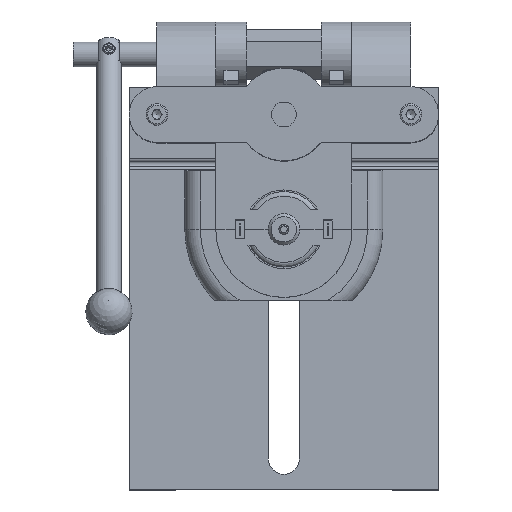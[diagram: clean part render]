
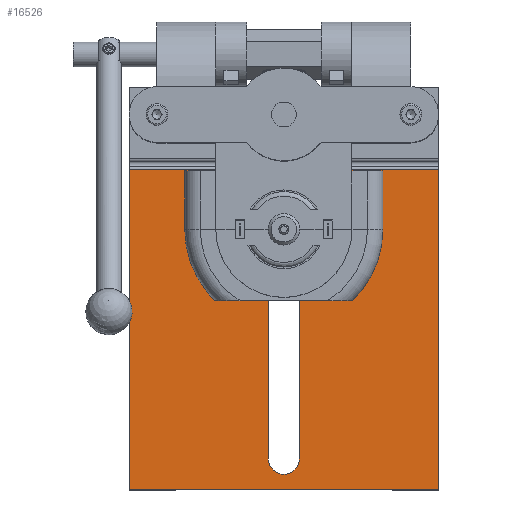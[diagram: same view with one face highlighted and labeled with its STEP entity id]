
A CAD part, top view. The second image highlights one B-rep face of the part: STEP entity #16526.
In plain terms, the highlighted planar face has unit normal (0, 0, 1).
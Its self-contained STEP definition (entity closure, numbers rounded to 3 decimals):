
#785=LINE('',#22534,#1813);
#786=LINE('',#22538,#1814);
#787=LINE('',#22539,#1815);
#788=LINE('',#22542,#1816);
#789=LINE('',#22544,#1817);
#790=LINE('',#22546,#1818);
#1813=VECTOR('',#18807,1000.);
#1814=VECTOR('',#18810,1000.);
#1815=VECTOR('',#18811,1000.);
#1816=VECTOR('',#18812,1000.);
#1817=VECTOR('',#18813,1000.);
#1818=VECTOR('',#18814,1000.);
#2841=ORIENTED_EDGE('',*,*,#6461,.T.);
#2842=ORIENTED_EDGE('',*,*,#6462,.F.);
#2843=ORIENTED_EDGE('',*,*,#6463,.T.);
#2844=ORIENTED_EDGE('',*,*,#6464,.T.);
#2845=ORIENTED_EDGE('',*,*,#6465,.F.);
#2846=ORIENTED_EDGE('',*,*,#6466,.T.);
#2847=ORIENTED_EDGE('',*,*,#6467,.F.);
#2848=ORIENTED_EDGE('',*,*,#6468,.F.);
#6461=EDGE_CURVE('',#8271,#8272,#9550,.T.);
#6462=EDGE_CURVE('',#8273,#8272,#785,.T.);
#6463=EDGE_CURVE('',#8273,#8274,#9551,.T.);
#6464=EDGE_CURVE('',#8274,#8271,#786,.T.);
#6465=EDGE_CURVE('',#8275,#8276,#787,.T.);
#6466=EDGE_CURVE('',#8275,#8277,#788,.F.);
#6467=EDGE_CURVE('',#8278,#8277,#789,.T.);
#6468=EDGE_CURVE('',#8276,#8278,#790,.T.);
#8271=VERTEX_POINT('',#22532);
#8272=VERTEX_POINT('',#22533);
#8273=VERTEX_POINT('',#22535);
#8274=VERTEX_POINT('',#22537);
#8275=VERTEX_POINT('',#22540);
#8276=VERTEX_POINT('',#22541);
#8277=VERTEX_POINT('',#22543);
#8278=VERTEX_POINT('',#22545);
#9550=CIRCLE('',#17453,5.);
#9551=CIRCLE('',#17454,5.);
#10055=EDGE_LOOP('',(#2841,#2842,#2843,#2844));
#10056=EDGE_LOOP('',(#2845,#2846,#2847,#2848));
#11187=FACE_BOUND('',#10055,.T.);
#11188=FACE_BOUND('',#10056,.T.);
#12330=PLANE('',#17452);
#16526=ADVANCED_FACE('',(#11187,#11188),#12330,.F.);
#17452=AXIS2_PLACEMENT_3D('',#22530,#18803,#18804);
#17453=AXIS2_PLACEMENT_3D('',#22531,#18805,#18806);
#17454=AXIS2_PLACEMENT_3D('',#22536,#18808,#18809);
#18803=DIRECTION('',(0.,0.,-1.));
#18804=DIRECTION('',(-1.,0.,0.));
#18805=DIRECTION('',(0.,0.,-1.));
#18806=DIRECTION('',(1.,0.,0.));
#18807=DIRECTION('',(0.,-1.,0.));
#18808=DIRECTION('',(0.,0.,-1.));
#18809=DIRECTION('',(-1.,0.,0.));
#18810=DIRECTION('',(0.,-1.,0.));
#18811=DIRECTION('',(0.,-1.,0.));
#18812=DIRECTION('',(1.,0.,0.));
#18813=DIRECTION('',(0.,1.,0.));
#18814=DIRECTION('',(-1.,0.,0.));
#22530=CARTESIAN_POINT('',(0.,0.,20.));
#22531=CARTESIAN_POINT('',(0.,-55.,20.));
#22532=CARTESIAN_POINT('',(5.,-55.,20.));
#22533=CARTESIAN_POINT('',(-5.,-55.,20.));
#22534=CARTESIAN_POINT('',(-5.,27.5,20.));
#22535=CARTESIAN_POINT('',(-5.,27.5,20.));
#22536=CARTESIAN_POINT('',(0.,27.5,20.));
#22537=CARTESIAN_POINT('',(5.,27.5,20.));
#22538=CARTESIAN_POINT('',(5.,27.5,20.));
#22539=CARTESIAN_POINT('',(50.,65.,20.));
#22540=CARTESIAN_POINT('',(50.,38.518,20.));
#22541=CARTESIAN_POINT('',(50.,-65.,20.));
#22542=CARTESIAN_POINT('',(0.,38.518,20.));
#22543=CARTESIAN_POINT('',(-50.,38.518,20.));
#22544=CARTESIAN_POINT('',(-50.,-65.,20.));
#22545=CARTESIAN_POINT('',(-50.,-65.,20.));
#22546=CARTESIAN_POINT('',(50.,-65.,20.));
